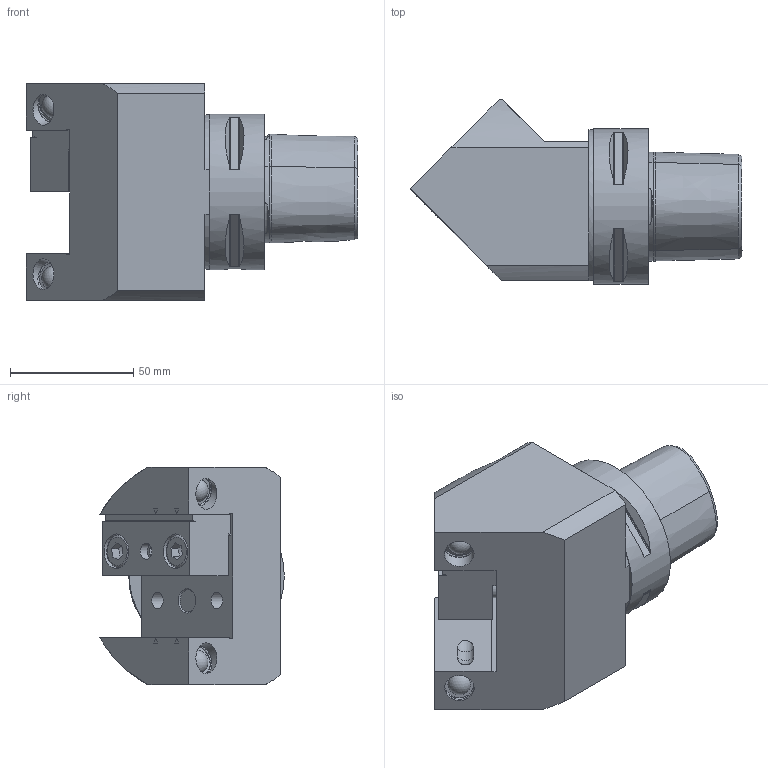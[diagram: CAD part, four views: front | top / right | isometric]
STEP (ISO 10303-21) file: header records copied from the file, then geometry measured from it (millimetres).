
FILE_DESCRIPTION(/* description */ (''),/* implementation_level */ '2;1');
FILE_NAME(/* name */ '06_25_045.stp',/* time_stamp */ '2021-10-18T08:14:12+02:00',/* author */ ('cad'),/* organization */ (''),/* preprocessor_version */ 'ST-DEVELOPER v18.1',/* originating_system */ 'Autodesk Inventor 2021',/* authorisation */ '');
FILE_SCHEMA (('AUTOMOTIVE_DESIGN { 1 0 10303 214 3 1 1 }'));
Length unit declared in the file: inch
Products named in the file (1): 06_25_045_Shrinkwrap_1
Bounding box: 134.45 x 74.8 x 88 mm (x, y, z)
Volume: 360067.7 mm3; surface area: 52311 mm2
Topology: 3 solids, 3 shells, 219 faces, 580 edges, 395 vertices
Faces by surface type: plane 119, cylinder 45, cone 30, bspline 12, torus 11, sphere 2
Full cylindrical faces by diameter (mm): 6.647 x6, 8 x5, 8.1 x2, 8.5 x1, 9 x2, 10 x1, 12 x2, 13 x4, 14 x2, 18.376 x1, 28 x2, 32 x1, 63 x1
Entity records: 8202 total; most frequent: CARTESIAN_POINT 2494, ORIENTED_EDGE 1148, DIRECTION 1087, EDGE_CURVE 574, AXIS2_PLACEMENT_3D 413, VERTEX_POINT 399, EDGE_LOOP 267, LINE 261
